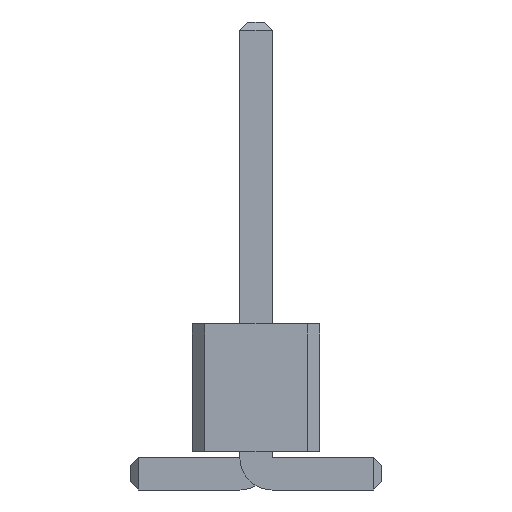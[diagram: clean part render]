
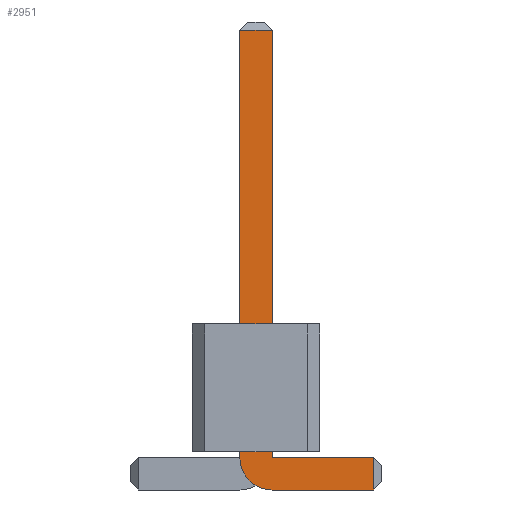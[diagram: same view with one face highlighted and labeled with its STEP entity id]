
A CAD part, front view. The second image highlights one B-rep face of the part: STEP entity #2951.
In plain terms, the highlighted planar face has unit normal (0, -1, 0).
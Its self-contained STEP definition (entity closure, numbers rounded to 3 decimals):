
#67=DIRECTION('',(1.,0.,0.));
#1295=VECTOR('',#67,1.);
#1348=DIRECTION('',(-1.,0.,0.));
#2573=VECTOR('',#1348,1.);
#2760=DIRECTION('',(-0.,1.,0.));
#2761=DIRECTION('',(0.,0.,-1.));
#2768=VECTOR('',#2769,1.);
#2769=DIRECTION('',(0.,0.,1.));
#2780=VECTOR('',#2761,1.);
#2792=DIRECTION('',(0.,1.,0.));
#2793=DIRECTION('',(1.,0.,0.));
#2800=VERTEX_POINT('',#2801);
#2801=CARTESIAN_POINT('',(2.34,-26.99,0.));
#2804=ORIENTED_EDGE('',*,*,#2805,.T.);
#2805=EDGE_CURVE('',#2800,#2806,#2808,.T.);
#2806=VERTEX_POINT('',#2807);
#2807=CARTESIAN_POINT('',(0.32,-26.99,0.));
#2808=LINE('',#2809,#2573);
#2809=CARTESIAN_POINT('',(2.5,-26.99,0.));
#2846=VERTEX_POINT('',#2847);
#2847=CARTESIAN_POINT('',(-0.32,-26.99,0.64));
#2850=EDGE_CURVE('',#2806,#2846,#2851,.T.);
#2851=CIRCLE('',#2852,0.64);
#2852=AXIS2_PLACEMENT_3D('',#2853,#2760,#2761);
#2853=CARTESIAN_POINT('',(0.32,-26.99,0.64));
#2862=VERTEX_POINT('',#2853);
#2864=ORIENTED_EDGE('',*,*,#2865,.T.);
#2865=EDGE_CURVE('',#2862,#2866,#2868,.T.);
#2866=VERTEX_POINT('',#2867);
#2867=CARTESIAN_POINT('',(2.34,-26.99,0.64));
#2868=LINE('',#2853,#1295);
#2878=ORIENTED_EDGE('',*,*,#2879,.T.);
#2879=EDGE_CURVE('',#2846,#2880,#2882,.T.);
#2880=VERTEX_POINT('',#2881);
#2881=CARTESIAN_POINT('',(-0.32,-26.99,9.14));
#2882=LINE('',#2883,#2768);
#2883=CARTESIAN_POINT('',(-0.32,-26.99,0.));
#2896=VERTEX_POINT('',#2897);
#2897=CARTESIAN_POINT('',(0.32,-26.99,9.14));
#2899=ORIENTED_EDGE('',*,*,#2900,.T.);
#2900=EDGE_CURVE('',#2896,#2862,#2901,.T.);
#2901=LINE('',#2902,#2780);
#2902=CARTESIAN_POINT('',(0.32,-26.99,9.3));
#2951=ADVANCED_FACE('',(#2952),#2961,.F.);
#2952=FACE_BOUND('',#2953,.F.);
#2953=EDGE_LOOP('',(#2804,#2954,#2878,#2955,#2899,#2864,#2958));
#2954=ORIENTED_EDGE('',*,*,#2850,.T.);
#2955=ORIENTED_EDGE('',*,*,#2956,.T.);
#2956=EDGE_CURVE('',#2880,#2896,#2957,.T.);
#2957=LINE('',#2881,#1295);
#2958=ORIENTED_EDGE('',*,*,#2959,.T.);
#2959=EDGE_CURVE('',#2866,#2800,#2960,.T.);
#2960=LINE('',#2867,#2780);
#2961=PLANE('',#2962);
#2962=AXIS2_PLACEMENT_3D('',#2963,#2792,#2793);
#2963=CARTESIAN_POINT('',(0.311,-26.99,3.871));
